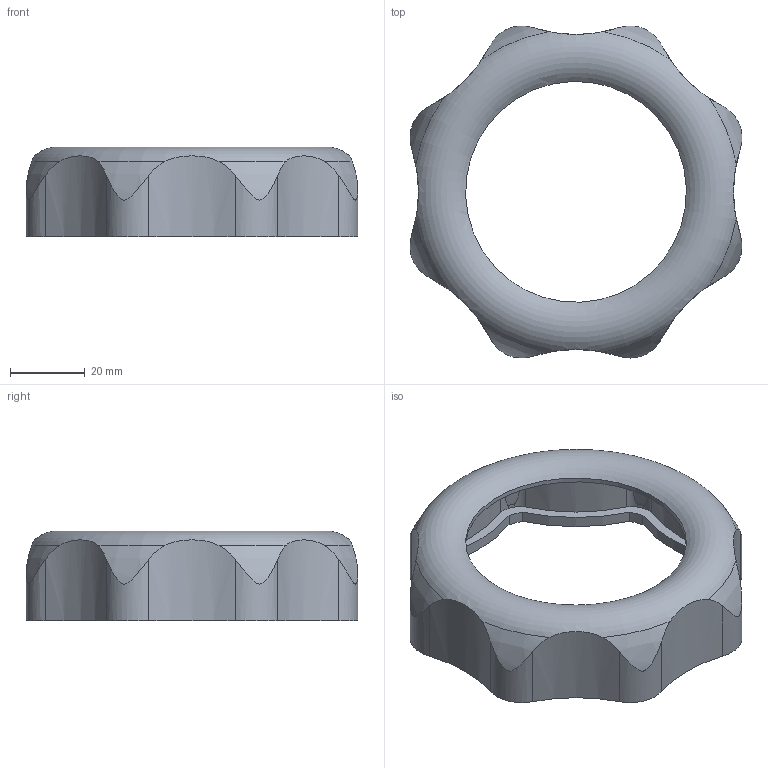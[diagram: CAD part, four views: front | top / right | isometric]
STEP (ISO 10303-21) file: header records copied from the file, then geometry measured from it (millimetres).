
FILE_DESCRIPTION( ( 'STEP AP203' ), '1' );
FILE_NAME( 'VK3090.step', '2022-07-20T08:12:15', ( ' ' ), ( ' ' ), 'XStep 1.0', ' ', ' ' );
FILE_SCHEMA( ( 'CONFIG_CONTROL_DESIGN' ) );
Length unit declared in the file: millimetre
Products named in the file (1): 1
Bounding box: 88.67 x 88.67 x 24 mm (x, y, z)
Volume: 22299.7 mm3; surface area: 20247.1 mm2
Topology: 1 solids, 1 shells, 2244 faces, 6644 edges, 4429 vertices
Faces by surface type: plane 2101, cylinder 91, torus 28, cone 16, bspline 8
Full cylindrical faces by diameter (mm): 59 x1
Entity records: 80023 total; most frequent: CARTESIAN_POINT 28528, ORIENTED_EDGE 13278, DIRECTION 6892, EDGE_CURVE 6639, VERTEX_POINT 4427, B_SPLINE_CURVE_WITH_KNOTS 4336, AXIS2_PLACEMENT_3D 2352, EDGE_LOOP 2276
